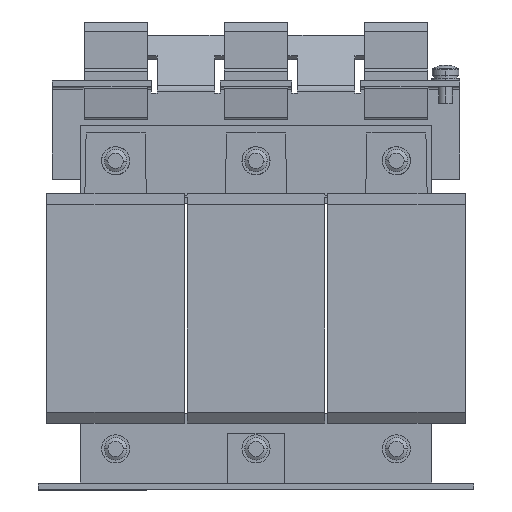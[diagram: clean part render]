
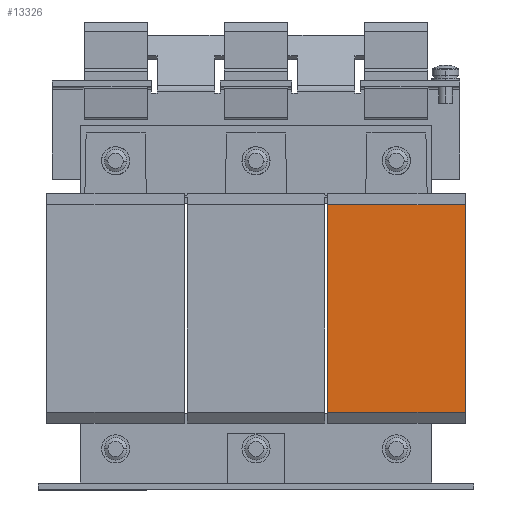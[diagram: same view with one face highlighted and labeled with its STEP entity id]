
A CAD part, top view. The second image highlights one B-rep face of the part: STEP entity #13326.
In plain terms, the highlighted planar face has unit normal (0, 0, 1).
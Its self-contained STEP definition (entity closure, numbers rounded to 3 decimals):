
#84 = FACE_OUTER_BOUND ( 'NONE', #3626, .T. ) ;
#189 = VECTOR ( 'NONE', #8042, 1000. ) ;
#758 = VECTOR ( 'NONE', #16813, 1000. ) ;
#1734 = EDGE_CURVE ( 'Defeature ausgef�hrt2_41+Defeature ausgef�hrt2_20+Defeature ausgef�hrt2_19+Defeature ausgef�hrt2_21', #6257, #11394, #17659, .T. ) ;
#3626 = EDGE_LOOP ( 'NONE', ( #17390, #15007, #17275, #12305 ) ) ;
#3629 = EDGE_CURVE ( 'Defeature ausgef�hrt2_21+Defeature ausgef�hrt2_20+Defeature ausgef�hrt2_41+Defeature ausgef�hrt2_42', #11394, #11861, #5825, .T. ) ;
#3962 = PLANE ( 'NONE',  #7898 ) ;
#4309 = EDGE_CURVE ( 'Defeature ausgef�hrt2_20+Defeature ausgef�hrt2_42+Defeature ausgef�hrt2_19+Defeature ausgef�hrt2_21', #15081, #11861, #12009, .T. ) ;
#4319 = CARTESIAN_POINT ( 'NONE',  ( 74.5, -38.3, 36.5 ) ) ;
#4664 = LINE ( 'NONE', #16752, #758 ) ;
#4885 = CARTESIAN_POINT ( 'NONE',  ( 74.5, 35.7, 36.5 ) ) ;
#5478 = DIRECTION ( 'NONE',  ( 0., -1., 0. ) ) ;
#5566 = DIRECTION ( 'NONE',  ( -1., 0., 0. ) ) ;
#5825 = LINE ( 'NONE', #13912, #6498 ) ;
#5833 = CARTESIAN_POINT ( 'NONE',  ( 25.5, -38.3, 36.5 ) ) ;
#6257 = VERTEX_POINT ( 'NONE', #6552 ) ;
#6498 = VECTOR ( 'NONE', #11043, 1000. ) ;
#6552 = CARTESIAN_POINT ( 'NONE',  ( 74.5, 35.7, 36.5 ) ) ;
#7898 = AXIS2_PLACEMENT_3D ( 'NONE', #18738, #15777, #5566 ) ;
#8042 = DIRECTION ( 'NONE',  ( 0., -1., 0. ) ) ;
#11043 = DIRECTION ( 'NONE',  ( -1., 0., 0. ) ) ;
#11394 = VERTEX_POINT ( 'NONE', #4319 ) ;
#11643 = EDGE_CURVE ( 'Defeature ausgef�hrt2_20+Defeature ausgef�hrt2_19+Defeature ausgef�hrt2_41+Defeature ausgef�hrt2_42', #6257, #15081, #4664, .T. ) ;
#11861 = VERTEX_POINT ( 'NONE', #5833 ) ;
#12009 = LINE ( 'NONE', #12882, #15897 ) ;
#12305 = ORIENTED_EDGE ( 'NONE', *, *, #11643, .T. ) ;
#12882 = CARTESIAN_POINT ( 'NONE',  ( 25.5, 35.7, 36.5 ) ) ;
#13326 = ADVANCED_FACE ( 'Defeature ausgef�hrt2_20', ( #84 ), #3962, .F. ) ;
#13912 = CARTESIAN_POINT ( 'NONE',  ( 74.5, -38.3, 36.5 ) ) ;
#14707 = CARTESIAN_POINT ( 'NONE',  ( 25.5, 35.7, 36.5 ) ) ;
#15007 = ORIENTED_EDGE ( 'NONE', *, *, #3629, .F. ) ;
#15081 = VERTEX_POINT ( 'NONE', #14707 ) ;
#15777 = DIRECTION ( 'NONE',  ( 0., 0., -1. ) ) ;
#15897 = VECTOR ( 'NONE', #5478, 1000. ) ;
#16752 = CARTESIAN_POINT ( 'NONE',  ( 74.5, 35.7, 36.5 ) ) ;
#16813 = DIRECTION ( 'NONE',  ( -1., 0., 0. ) ) ;
#17275 = ORIENTED_EDGE ( 'NONE', *, *, #1734, .F. ) ;
#17390 = ORIENTED_EDGE ( 'NONE', *, *, #4309, .T. ) ;
#17659 = LINE ( 'NONE', #4885, #189 ) ;
#18738 = CARTESIAN_POINT ( 'NONE',  ( 74.5, 35.7, 36.5 ) ) ;
